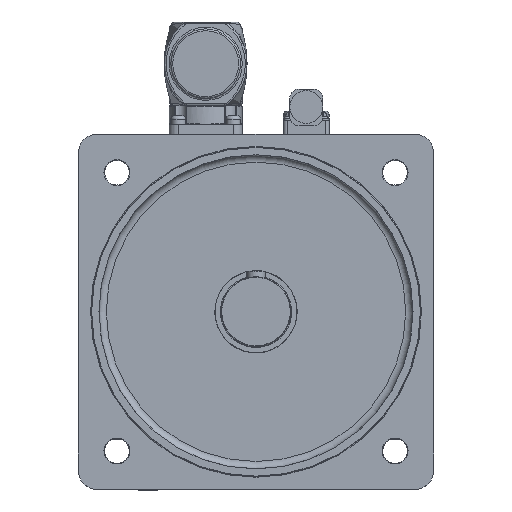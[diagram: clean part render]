
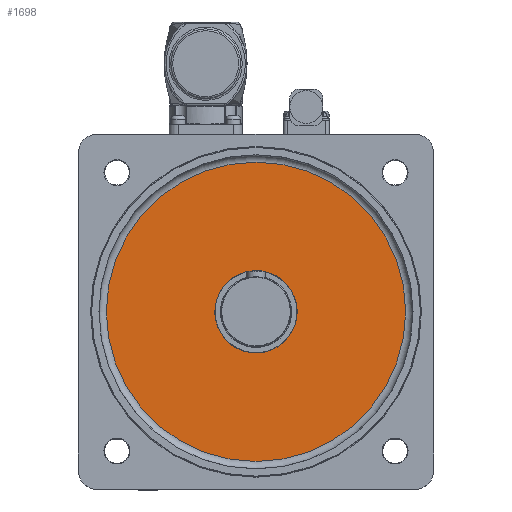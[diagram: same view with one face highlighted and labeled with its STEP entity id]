
A CAD part, top view. The second image highlights one B-rep face of the part: STEP entity #1698.
In plain terms, the highlighted face is planar.
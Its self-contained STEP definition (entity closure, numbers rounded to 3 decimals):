
#289=CARTESIAN_POINT('',(-21.971,4.852,0.5));
#290=VERTEX_POINT('',#289);
#291=CARTESIAN_POINT('',(0.,0.,0.5));
#292=DIRECTION('',(0.,0.,1.0));
#293=DIRECTION('',(0.976,-0.216,0.));
#294=AXIS2_PLACEMENT_3D('',#291,#292,#293);
#295=CIRCLE('',#294,22.5);
#296=EDGE_CURVE('',#290,#290,#295,.T.);
#1655=CARTESIAN_POINT('',(-81.786,0.,0.5));
#1656=VERTEX_POINT('',#1655);
#1657=CARTESIAN_POINT('',(0.,0.,0.5));
#1658=DIRECTION('',(0.0,0.0,1.0));
#1659=DIRECTION('',(1.0,0.0,0.0));
#1660=AXIS2_PLACEMENT_3D('',#1657,#1658,#1659);
#1661=CIRCLE('',#1660,81.786);
#1662=EDGE_CURVE('',#1656,#1656,#1661,.T.);
#1687=CARTESIAN_POINT('',(0.,0.,0.5));
#1688=DIRECTION('',(0.0,0.0,1.0));
#1689=DIRECTION('',(0.0,1.0,0.0));
#1690=AXIS2_PLACEMENT_3D('',#1687,#1688,#1689);
#1691=PLANE('',#1690);
#1692=ORIENTED_EDGE('',*,*,#1662,.F.);
#1693=EDGE_LOOP('',(#1692));
#1694=FACE_OUTER_BOUND('',#1693,.T.);
#1695=ORIENTED_EDGE('',*,*,#296,.T.);
#1696=EDGE_LOOP('',(#1695));
#1697=FACE_BOUND('',#1696,.T.);
#1698=ADVANCED_FACE('',(#1694,#1697),#1691,.F.);
